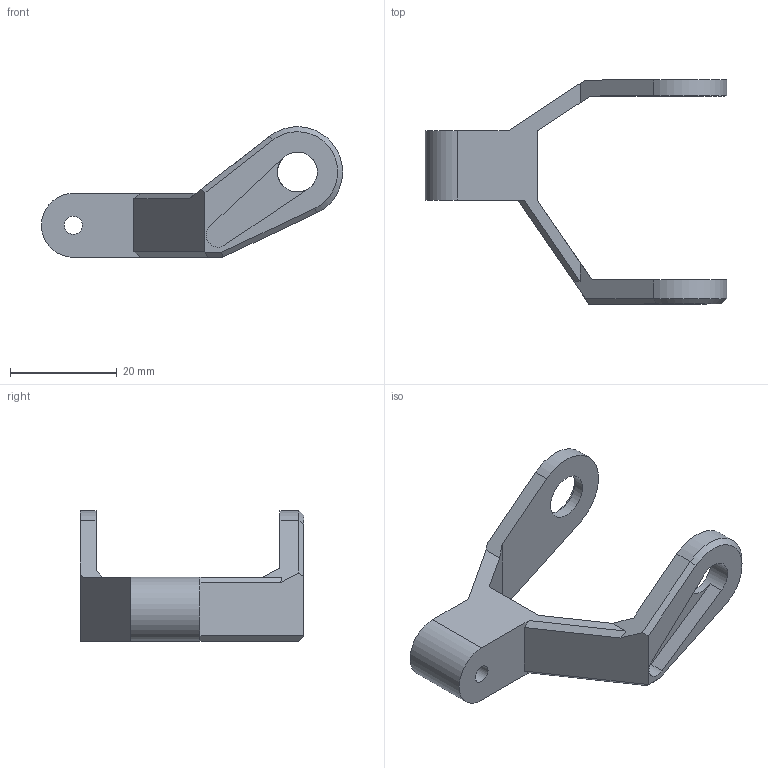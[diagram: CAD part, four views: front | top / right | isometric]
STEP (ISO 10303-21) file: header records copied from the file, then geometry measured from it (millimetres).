
FILE_DESCRIPTION(/* description */ ('FreeCAD Model'),/* implementation_level */ '2;1');
FILE_NAME(/* name */ 'rightLegB.stp',/* time_stamp */ '2020-11-14T18:44:22+01:00',/* author */ ('fredy'),/* organization */ (''),/* preprocessor_version */ 'ST-DEVELOPER v18',/* originating_system */ 'Autodesk Inventor 2020',/* authorisation */ 'Unknown');
FILE_SCHEMA (('AUTOMOTIVE_DESIGN { 1 0 10303 214 3 1 1 }'));
Length unit declared in the file: millimetre
Products named in the file (1): rightLegB
Bounding box: 56.49 x 42 x 24.5 mm (x, y, z)
Volume: 6573.9 mm3; surface area: 4522.2 mm2
Topology: 1 solids, 1 shells, 35 faces, 99 edges, 67 vertices
Faces by surface type: plane 26, cylinder 8, cone 1
Full cylindrical faces by diameter (mm): 3.4 x1, 7.5 x1, 8.5 x1, 10.5 x1
Entity records: 1204 total; most frequent: CARTESIAN_POINT 202, ORIENTED_EDGE 198, DIRECTION 196, EDGE_CURVE 99, LINE 74, VECTOR 74, VERTEX_POINT 67, AXIS2_PLACEMENT_3D 61
